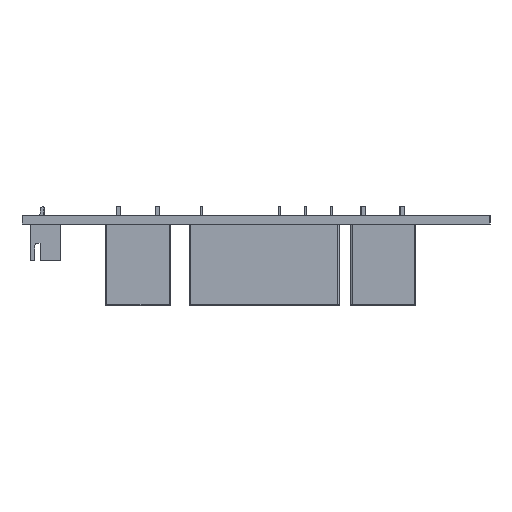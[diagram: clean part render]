
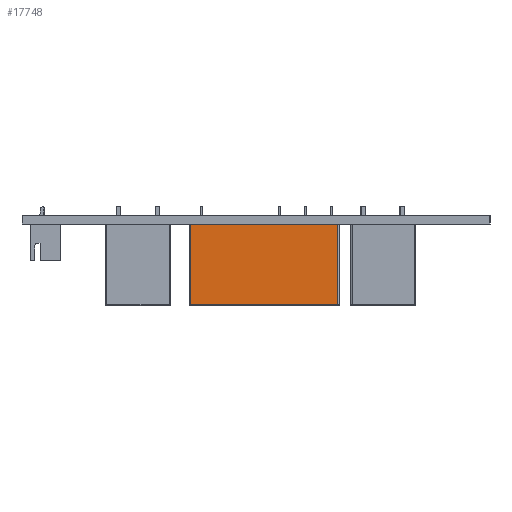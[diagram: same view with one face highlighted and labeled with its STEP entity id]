
A CAD part, left-side view. The second image highlights one B-rep face of the part: STEP entity #17748.
In plain terms, the highlighted face is planar.
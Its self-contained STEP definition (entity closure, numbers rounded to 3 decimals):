
#16083 = PLANE('',#16084);
#16084 = AXIS2_PLACEMENT_3D('',#16085,#16086,#16087);
#16085 = CARTESIAN_POINT('',(12.1,3.75,0.));
#16086 = DIRECTION('',(0.,0.,-1.));
#16087 = DIRECTION('',(-1.,0.,0.));
#16329 = VERTEX_POINT('',#16330);
#16330 = CARTESIAN_POINT('',(-2.05,10.,0.));
#16345 = CYLINDRICAL_SURFACE('',#16346,0.25);
#16346 = AXIS2_PLACEMENT_3D('',#16347,#16348,#16349);
#16347 = CARTESIAN_POINT('',(-2.05,9.75,0.));
#16348 = DIRECTION('',(0.,0.,1.));
#16349 = DIRECTION('',(-1.,0.,0.));
#16357 = EDGE_CURVE('',#16329,#16358,#16360,.T.);
#16358 = VERTEX_POINT('',#16359);
#16359 = CARTESIAN_POINT('',(26.25,10.,0.));
#16360 = SURFACE_CURVE('',#16361,(#16365,#16372),.PCURVE_S1.);
#16361 = LINE('',#16362,#16363);
#16362 = CARTESIAN_POINT('',(-2.3,10.,0.));
#16363 = VECTOR('',#16364,1.);
#16364 = DIRECTION('',(1.,0.,0.));
#16365 = PCURVE('',#16083,#16366);
#16366 = DEFINITIONAL_REPRESENTATION('',(#16367),#16371);
#16367 = LINE('',#16368,#16369);
#16368 = CARTESIAN_POINT('',(14.4,6.25));
#16369 = VECTOR('',#16370,1.);
#16370 = DIRECTION('',(-1.,0.));
#16371 = ( GEOMETRIC_REPRESENTATION_CONTEXT(2) 
PARAMETRIC_REPRESENTATION_CONTEXT() REPRESENTATION_CONTEXT('2D SPACE',''
  ) );
#16372 = PCURVE('',#16373,#16378);
#16373 = PLANE('',#16374);
#16374 = AXIS2_PLACEMENT_3D('',#16375,#16376,#16377);
#16375 = CARTESIAN_POINT('',(-2.3,10.,0.));
#16376 = DIRECTION('',(0.,1.,0.));
#16377 = DIRECTION('',(1.,0.,0.));
#16378 = DEFINITIONAL_REPRESENTATION('',(#16379),#16383);
#16379 = LINE('',#16380,#16381);
#16380 = CARTESIAN_POINT('',(0.,0.));
#16381 = VECTOR('',#16382,1.);
#16382 = DIRECTION('',(1.,0.));
#16383 = ( GEOMETRIC_REPRESENTATION_CONTEXT(2) 
PARAMETRIC_REPRESENTATION_CONTEXT() REPRESENTATION_CONTEXT('2D SPACE',''
  ) );
#16404 = CYLINDRICAL_SURFACE('',#16405,0.25);
#16405 = AXIS2_PLACEMENT_3D('',#16406,#16407,#16408);
#16406 = CARTESIAN_POINT('',(26.25,9.75,0.));
#16407 = DIRECTION('',(0.,0.,1.));
#16408 = DIRECTION('',(1.,0.,0.));
#17644 = EDGE_CURVE('',#16358,#17645,#17647,.T.);
#17645 = VERTEX_POINT('',#17646);
#17646 = CARTESIAN_POINT('',(26.25,10.,15.45));
#17647 = SURFACE_CURVE('',#17648,(#17652,#17659),.PCURVE_S1.);
#17648 = LINE('',#17649,#17650);
#17649 = CARTESIAN_POINT('',(26.25,10.,0.));
#17650 = VECTOR('',#17651,1.);
#17651 = DIRECTION('',(0.,0.,1.));
#17652 = PCURVE('',#16404,#17653);
#17653 = DEFINITIONAL_REPRESENTATION('',(#17654),#17658);
#17654 = LINE('',#17655,#17656);
#17655 = CARTESIAN_POINT('',(1.571,0.));
#17656 = VECTOR('',#17657,1.);
#17657 = DIRECTION('',(0.,1.));
#17658 = ( GEOMETRIC_REPRESENTATION_CONTEXT(2) 
PARAMETRIC_REPRESENTATION_CONTEXT() REPRESENTATION_CONTEXT('2D SPACE',''
  ) );
#17659 = PCURVE('',#16373,#17660);
#17660 = DEFINITIONAL_REPRESENTATION('',(#17661),#17665);
#17661 = LINE('',#17662,#17663);
#17662 = CARTESIAN_POINT('',(28.55,0.));
#17663 = VECTOR('',#17664,1.);
#17664 = DIRECTION('',(0.,-1.));
#17665 = ( GEOMETRIC_REPRESENTATION_CONTEXT(2) 
PARAMETRIC_REPRESENTATION_CONTEXT() REPRESENTATION_CONTEXT('2D SPACE',''
  ) );
#17748 = ADVANCED_FACE('',(#17749),#16373,.T.);
#17749 = FACE_BOUND('',#17750,.T.);
#17750 = EDGE_LOOP('',(#17751,#17752,#17753,#17776));
#17751 = ORIENTED_EDGE('',*,*,#17644,.F.);
#17752 = ORIENTED_EDGE('',*,*,#16357,.F.);
#17753 = ORIENTED_EDGE('',*,*,#17754,.T.);
#17754 = EDGE_CURVE('',#16329,#17755,#17757,.T.);
#17755 = VERTEX_POINT('',#17756);
#17756 = CARTESIAN_POINT('',(-2.05,10.,15.45));
#17757 = SURFACE_CURVE('',#17758,(#17762,#17769),.PCURVE_S1.);
#17758 = LINE('',#17759,#17760);
#17759 = CARTESIAN_POINT('',(-2.05,10.,0.));
#17760 = VECTOR('',#17761,1.);
#17761 = DIRECTION('',(0.,0.,1.));
#17762 = PCURVE('',#16373,#17763);
#17763 = DEFINITIONAL_REPRESENTATION('',(#17764),#17768);
#17764 = LINE('',#17765,#17766);
#17765 = CARTESIAN_POINT('',(0.25,0.));
#17766 = VECTOR('',#17767,1.);
#17767 = DIRECTION('',(0.,-1.));
#17768 = ( GEOMETRIC_REPRESENTATION_CONTEXT(2) 
PARAMETRIC_REPRESENTATION_CONTEXT() REPRESENTATION_CONTEXT('2D SPACE',''
  ) );
#17769 = PCURVE('',#16345,#17770);
#17770 = DEFINITIONAL_REPRESENTATION('',(#17771),#17775);
#17771 = LINE('',#17772,#17773);
#17772 = CARTESIAN_POINT('',(4.712,0.));
#17773 = VECTOR('',#17774,1.);
#17774 = DIRECTION('',(0.,1.));
#17775 = ( GEOMETRIC_REPRESENTATION_CONTEXT(2) 
PARAMETRIC_REPRESENTATION_CONTEXT() REPRESENTATION_CONTEXT('2D SPACE',''
  ) );
#17776 = ORIENTED_EDGE('',*,*,#17777,.T.);
#17777 = EDGE_CURVE('',#17755,#17645,#17778,.T.);
#17778 = SURFACE_CURVE('',#17779,(#17783,#17790),.PCURVE_S1.);
#17779 = LINE('',#17780,#17781);
#17780 = CARTESIAN_POINT('',(-2.05,10.,15.45));
#17781 = VECTOR('',#17782,1.);
#17782 = DIRECTION('',(1.,0.,0.));
#17783 = PCURVE('',#16373,#17784);
#17784 = DEFINITIONAL_REPRESENTATION('',(#17785),#17789);
#17785 = LINE('',#17786,#17787);
#17786 = CARTESIAN_POINT('',(0.25,-15.45));
#17787 = VECTOR('',#17788,1.);
#17788 = DIRECTION('',(1.,0.));
#17789 = ( GEOMETRIC_REPRESENTATION_CONTEXT(2) 
PARAMETRIC_REPRESENTATION_CONTEXT() REPRESENTATION_CONTEXT('2D SPACE',''
  ) );
#17790 = PCURVE('',#17791,#17796);
#17791 = CYLINDRICAL_SURFACE('',#17792,0.25);
#17792 = AXIS2_PLACEMENT_3D('',#17793,#17794,#17795);
#17793 = CARTESIAN_POINT('',(-2.05,9.75,15.45));
#17794 = DIRECTION('',(1.,0.,0.));
#17795 = DIRECTION('',(0.,1.,0.));
#17796 = DEFINITIONAL_REPRESENTATION('',(#17797),#17801);
#17797 = LINE('',#17798,#17799);
#17798 = CARTESIAN_POINT('',(0.,0.));
#17799 = VECTOR('',#17800,1.);
#17800 = DIRECTION('',(0.,1.));
#17801 = ( GEOMETRIC_REPRESENTATION_CONTEXT(2) 
PARAMETRIC_REPRESENTATION_CONTEXT() REPRESENTATION_CONTEXT('2D SPACE',''
  ) );
